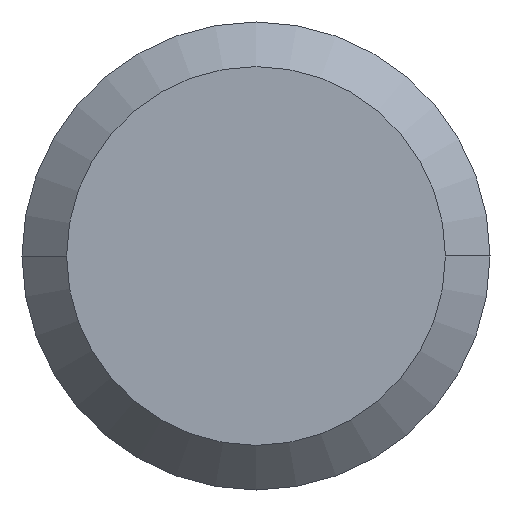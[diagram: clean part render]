
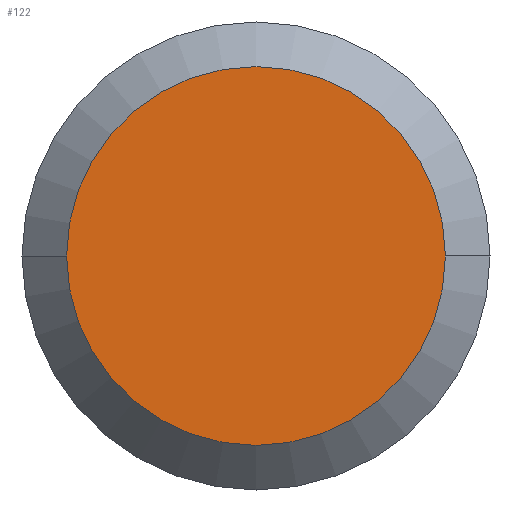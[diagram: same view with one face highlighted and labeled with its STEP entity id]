
A CAD part, left-side view. The second image highlights one B-rep face of the part: STEP entity #122.
In plain terms, the highlighted planar face has unit normal (-1, 0, 0).
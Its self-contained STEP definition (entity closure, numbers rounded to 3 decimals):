
#35 = DIRECTION ( 'NONE',  ( 0., -1., 0. ) ) ;
#48 = AXIS2_PLACEMENT_3D ( 'NONE', #172, #112, #268 ) ;
#53 = CARTESIAN_POINT ( 'NONE',  ( 0., -3.238, 0. ) ) ;
#63 = DIRECTION ( 'NONE',  ( -1., 0., 0. ) ) ;
#93 = FACE_OUTER_BOUND ( 'NONE', #317, .T. ) ;
#95 = VERTEX_POINT ( 'NONE', #324 ) ;
#103 = PLANE ( 'NONE',  #295 ) ;
#112 = DIRECTION ( 'NONE',  ( 1., 0., 0. ) ) ;
#122 = ADVANCED_FACE ( 'NONE', ( #93 ), #103, .T. ) ;
#152 = EDGE_CURVE ( 'NONE', #372, #95, #374, .T. ) ;
#172 = CARTESIAN_POINT ( 'NONE',  ( 0., 0., 0. ) ) ;
#174 = DIRECTION ( 'NONE',  ( 1., 0., 0. ) ) ;
#214 = EDGE_CURVE ( 'NONE', #95, #372, #406, .T. ) ;
#217 = ORIENTED_EDGE ( 'NONE', *, *, #152, .F. ) ;
#268 = DIRECTION ( 'NONE',  ( 0., 1., 0. ) ) ;
#271 = DIRECTION ( 'NONE',  ( 0., 1., 0. ) ) ;
#295 = AXIS2_PLACEMENT_3D ( 'NONE', #353, #63, #35 ) ;
#304 = AXIS2_PLACEMENT_3D ( 'NONE', #367, #174, #271 ) ;
#317 = EDGE_LOOP ( 'NONE', ( #331, #217 ) ) ;
#324 = CARTESIAN_POINT ( 'NONE',  ( 0., 3.238, 0. ) ) ;
#331 = ORIENTED_EDGE ( 'NONE', *, *, #214, .F. ) ;
#353 = CARTESIAN_POINT ( 'NONE',  ( 0., 0., 0. ) ) ;
#367 = CARTESIAN_POINT ( 'NONE',  ( 0., 0., 0. ) ) ;
#372 = VERTEX_POINT ( 'NONE', #53 ) ;
#374 = CIRCLE ( 'NONE', #304, 3.238 ) ;
#406 = CIRCLE ( 'NONE', #48, 3.238 ) ;
